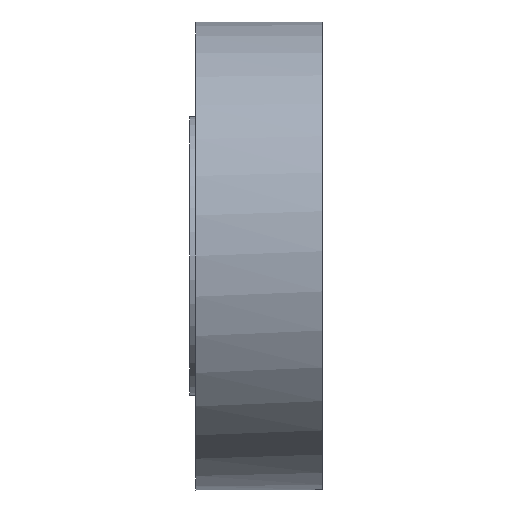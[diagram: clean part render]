
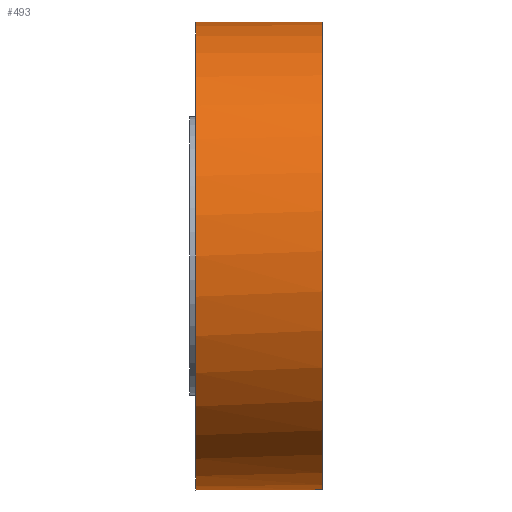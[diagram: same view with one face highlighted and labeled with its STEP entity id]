
A CAD part, left-side view. The second image highlights one B-rep face of the part: STEP entity #493.
In plain terms, the highlighted cylindrical face has radius 37 mm (diameter 74 mm), a full revolution.
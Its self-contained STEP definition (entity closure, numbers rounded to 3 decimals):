
#191 = CIRCLE ( 'NONE', #4100, 37. ) ;
#493 = ADVANCED_FACE ( 'NONE', ( #7718, #10311 ), #940, .T. ) ;
#630 = AXIS2_PLACEMENT_3D ( 'NONE', #4539, #1591, #4289 ) ;
#940 = CYLINDRICAL_SURFACE ( 'NONE', #17020, 37. ) ;
#1421 = EDGE_CURVE ( 'NONE', #16586, #6336, #13138, .T. ) ;
#1444 = VERTEX_POINT ( 'NONE', #16302 ) ;
#1591 = DIRECTION ( 'NONE',  ( 0., 1., 0. ) ) ;
#2008 = CARTESIAN_POINT ( 'NONE',  ( 0., -6.5, 0. ) ) ;
#2473 = ORIENTED_EDGE ( 'NONE', *, *, #7312, .T. ) ;
#2610 = CARTESIAN_POINT ( 'NONE',  ( 36., -21., 8.544 ) ) ;
#3625 = DIRECTION ( 'NONE',  ( 0., 1., 0. ) ) ;
#3815 = ORIENTED_EDGE ( 'NONE', *, *, #9729, .T. ) ;
#4100 = AXIS2_PLACEMENT_3D ( 'NONE', #10202, #15520, #14214 ) ;
#4289 = DIRECTION ( 'NONE',  ( 0., 0., 1. ) ) ;
#4539 = CARTESIAN_POINT ( 'NONE',  ( 0., -1., 0. ) ) ;
#4883 = CARTESIAN_POINT ( 'NONE',  ( 36., -6.5, -8.544 ) ) ;
#5013 = ORIENTED_EDGE ( 'NONE', *, *, #8468, .F. ) ;
#5656 = AXIS2_PLACEMENT_3D ( 'NONE', #2008, #14097, #9994 ) ;
#5687 = VERTEX_POINT ( 'NONE', #14124 ) ;
#6336 = VERTEX_POINT ( 'NONE', #9213 ) ;
#7312 = EDGE_CURVE ( 'NONE', #8923, #6336, #13087, .T. ) ;
#7619 = CARTESIAN_POINT ( 'NONE',  ( 36., 10.92, 8.544 ) ) ;
#7718 = FACE_OUTER_BOUND ( 'NONE', #8450, .T. ) ;
#7723 = ORIENTED_EDGE ( 'NONE', *, *, #15522, .T. ) ;
#8450 = EDGE_LOOP ( 'NONE', ( #7723, #2473, #16694, #3815 ) ) ;
#8468 = EDGE_CURVE ( 'NONE', #1444, #1444, #12854, .T. ) ;
#8923 = VERTEX_POINT ( 'NONE', #2610 ) ;
#9213 = CARTESIAN_POINT ( 'NONE',  ( 36., -6.5, 8.544 ) ) ;
#9729 = EDGE_CURVE ( 'NONE', #16586, #5687, #13456, .T. ) ;
#9994 = DIRECTION ( 'NONE',  ( 0., 0., -1. ) ) ;
#10202 = CARTESIAN_POINT ( 'NONE',  ( 0., -21., 0. ) ) ;
#10230 = CARTESIAN_POINT ( 'NONE',  ( 0., 10.92, 0. ) ) ;
#10311 = FACE_OUTER_BOUND ( 'NONE', #12154, .T. ) ;
#10924 = CARTESIAN_POINT ( 'NONE',  ( 36., 10.92, -8.544 ) ) ;
#12154 = EDGE_LOOP ( 'NONE', ( #5013 ) ) ;
#12766 = DIRECTION ( 'NONE',  ( 0., 1., 0. ) ) ;
#12854 = CIRCLE ( 'NONE', #630, 37. ) ;
#13087 = LINE ( 'NONE', #7619, #16217 ) ;
#13101 = DIRECTION ( 'NONE',  ( 0., 0., 1. ) ) ;
#13138 = CIRCLE ( 'NONE', #5656, 37. ) ;
#13456 = LINE ( 'NONE', #10924, #17023 ) ;
#14097 = DIRECTION ( 'NONE',  ( 0., -1., 0. ) ) ;
#14124 = CARTESIAN_POINT ( 'NONE',  ( 36., -21., -8.544 ) ) ;
#14214 = DIRECTION ( 'NONE',  ( 0., 0., 1. ) ) ;
#15520 = DIRECTION ( 'NONE',  ( 0., 1., 0. ) ) ;
#15522 = EDGE_CURVE ( 'NONE', #5687, #8923, #191, .T. ) ;
#16217 = VECTOR ( 'NONE', #3625, 1000. ) ;
#16237 = DIRECTION ( 'NONE',  ( 0., -1., 0. ) ) ;
#16302 = CARTESIAN_POINT ( 'NONE',  ( 0., -1., 37. ) ) ;
#16586 = VERTEX_POINT ( 'NONE', #4883 ) ;
#16694 = ORIENTED_EDGE ( 'NONE', *, *, #1421, .F. ) ;
#17020 = AXIS2_PLACEMENT_3D ( 'NONE', #10230, #12766, #13101 ) ;
#17023 = VECTOR ( 'NONE', #16237, 1000. ) ;
